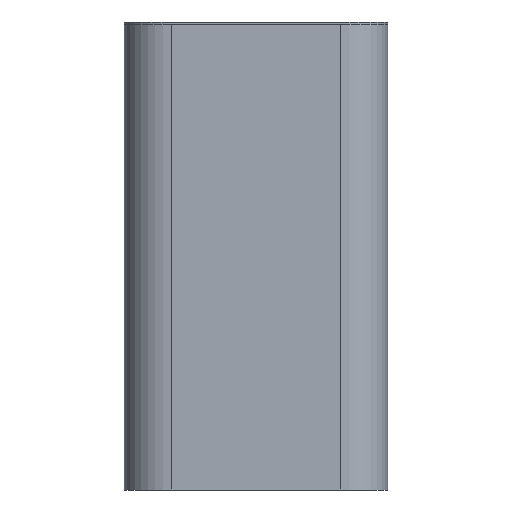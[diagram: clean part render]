
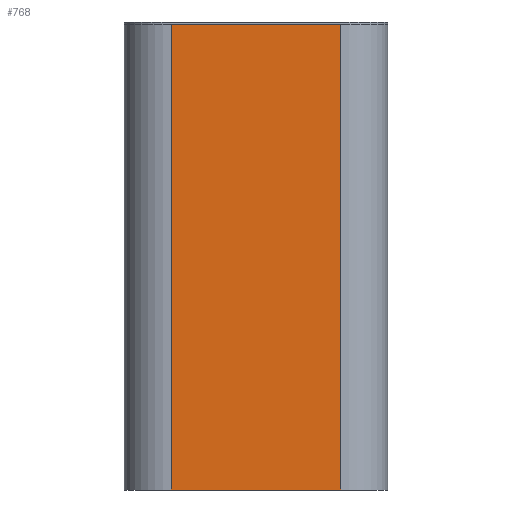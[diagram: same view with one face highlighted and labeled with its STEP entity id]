
A CAD part, left-side view. The second image highlights one B-rep face of the part: STEP entity #768.
In plain terms, the highlighted planar face has unit normal (-1, 0, 0).
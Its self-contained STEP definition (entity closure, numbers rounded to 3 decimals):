
#29=PLANE('',#846);
#82=FACE_OUTER_BOUND('',#129,.T.);
#129=EDGE_LOOP('',(#592,#593,#594,#595));
#198=LINE('',#1227,#271);
#199=LINE('',#1229,#272);
#200=LINE('',#1231,#273);
#201=LINE('',#1232,#274);
#271=VECTOR('',#987,10.);
#272=VECTOR('',#988,10.);
#273=VECTOR('',#989,10.);
#274=VECTOR('',#990,10.);
#383=VERTEX_POINT('',#1225);
#384=VERTEX_POINT('',#1226);
#385=VERTEX_POINT('',#1228);
#386=VERTEX_POINT('',#1230);
#464=EDGE_CURVE('',#383,#384,#198,.T.);
#465=EDGE_CURVE('',#383,#385,#199,.T.);
#466=EDGE_CURVE('',#386,#385,#200,.T.);
#467=EDGE_CURVE('',#384,#386,#201,.T.);
#592=ORIENTED_EDGE('',*,*,#464,.F.);
#593=ORIENTED_EDGE('',*,*,#465,.T.);
#594=ORIENTED_EDGE('',*,*,#466,.F.);
#595=ORIENTED_EDGE('',*,*,#467,.F.);
#768=ADVANCED_FACE('',(#82),#29,.T.);
#846=AXIS2_PLACEMENT_3D('',#1224,#985,#986);
#985=DIRECTION('center_axis',(-1.,0.,0.));
#986=DIRECTION('ref_axis',(0.,-1.,0.));
#987=DIRECTION('',(0.,1.,0.));
#988=DIRECTION('',(0.,0.,1.));
#989=DIRECTION('',(0.,-1.,0.));
#990=DIRECTION('',(0.,0.,1.));
#1224=CARTESIAN_POINT('Origin',(-23.64,7.6,0.));
#1225=CARTESIAN_POINT('',(-23.64,-7.6,0.));
#1226=CARTESIAN_POINT('',(-23.64,7.6,0.));
#1227=CARTESIAN_POINT('',(-23.64,-7.6,0.));
#1228=CARTESIAN_POINT('',(-23.64,-7.6,41.8));
#1229=CARTESIAN_POINT('',(-23.64,-7.6,0.));
#1230=CARTESIAN_POINT('',(-23.64,7.6,41.8));
#1231=CARTESIAN_POINT('',(-23.64,-7.6,41.8));
#1232=CARTESIAN_POINT('',(-23.64,7.6,0.));
